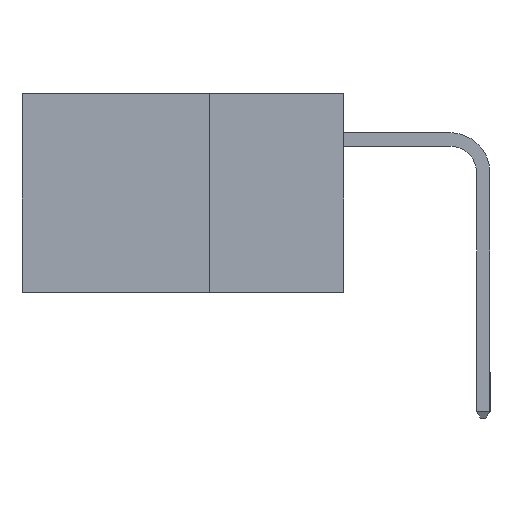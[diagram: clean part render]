
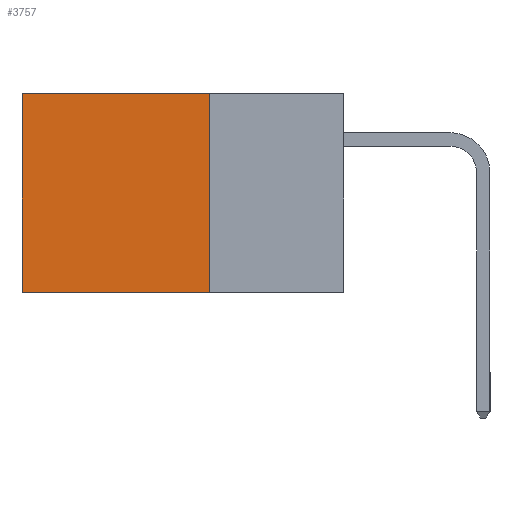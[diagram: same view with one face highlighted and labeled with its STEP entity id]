
A CAD part, left-side view. The second image highlights one B-rep face of the part: STEP entity #3757.
In plain terms, the highlighted planar face has unit normal (-1, 0, 0).
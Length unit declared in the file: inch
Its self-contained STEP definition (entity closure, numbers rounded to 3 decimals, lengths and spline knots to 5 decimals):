
#505 = CARTESIAN_POINT ( 'NONE',  ( 0.2615, 0.25, 0. ) ) ;
#1028 = PLANE ( 'NONE',  #13935 ) ;
#1722 = ORIENTED_EDGE ( 'NONE', *, *, #13300, .T. ) ;
#1775 = EDGE_CURVE ( 'NONE', #11620, #11657, #6150, .T. ) ;
#1873 = CARTESIAN_POINT ( 'NONE',  ( 0.2615, 0.6, 0. ) ) ;
#3170 = CARTESIAN_POINT ( 'NONE',  ( 0.2615, 0.25, -0.37 ) ) ;
#3228 = ORIENTED_EDGE ( 'NONE', *, *, #14673, .F. ) ;
#3588 = EDGE_CURVE ( 'NONE', #11620, #9393, #5822, .T. ) ;
#3642 = VECTOR ( 'NONE', #12465, 39.37008 ) ;
#3757 = ADVANCED_FACE ( 'NONE', ( #4281 ), #1028, .F. ) ;
#4281 = FACE_OUTER_BOUND ( 'NONE', #6557, .T. ) ;
#4428 = DIRECTION ( 'NONE',  ( 0., 0., -1. ) ) ;
#5799 = ORIENTED_EDGE ( 'NONE', *, *, #3588, .F. ) ;
#5822 = LINE ( 'NONE', #12674, #11573 ) ;
#5930 = VECTOR ( 'NONE', #6967, 39.37008 ) ;
#6150 = LINE ( 'NONE', #505, #7259 ) ;
#6276 = VERTEX_POINT ( 'NONE', #14198 ) ;
#6557 = EDGE_LOOP ( 'NONE', ( #1722, #3228, #5799, #12004 ) ) ;
#6967 = DIRECTION ( 'NONE',  ( 0., 1., 0. ) ) ;
#7259 = VECTOR ( 'NONE', #14094, 39.37008 ) ;
#8826 = LINE ( 'NONE', #12243, #3642 ) ;
#9393 = VERTEX_POINT ( 'NONE', #11715 ) ;
#10270 = DIRECTION ( 'NONE',  ( 0., 0., -1. ) ) ;
#11198 = CARTESIAN_POINT ( 'NONE',  ( 0.2615, 0.25, -0.37 ) ) ;
#11573 = VECTOR ( 'NONE', #10270, 39.37008 ) ;
#11620 = VERTEX_POINT ( 'NONE', #12818 ) ;
#11657 = VERTEX_POINT ( 'NONE', #1873 ) ;
#11715 = CARTESIAN_POINT ( 'NONE',  ( 0.2615, 0.25, -0.37 ) ) ;
#12004 = ORIENTED_EDGE ( 'NONE', *, *, #1775, .T. ) ;
#12243 = CARTESIAN_POINT ( 'NONE',  ( 0.2615, 0.6, -0.37 ) ) ;
#12465 = DIRECTION ( 'NONE',  ( 0., 0., -1. ) ) ;
#12674 = CARTESIAN_POINT ( 'NONE',  ( 0.2615, 0.25, -0.37 ) ) ;
#12818 = CARTESIAN_POINT ( 'NONE',  ( 0.2615, 0.25, 0. ) ) ;
#13300 = EDGE_CURVE ( 'NONE', #11657, #6276, #8826, .T. ) ;
#13514 = LINE ( 'NONE', #3170, #5930 ) ;
#13935 = AXIS2_PLACEMENT_3D ( 'NONE', #11198, #14622, #4428 ) ;
#14094 = DIRECTION ( 'NONE',  ( 0., 1., 0. ) ) ;
#14198 = CARTESIAN_POINT ( 'NONE',  ( 0.2615, 0.6, -0.37 ) ) ;
#14622 = DIRECTION ( 'NONE',  ( 1., 0., 0. ) ) ;
#14673 = EDGE_CURVE ( 'NONE', #9393, #6276, #13514, .T. ) ;
